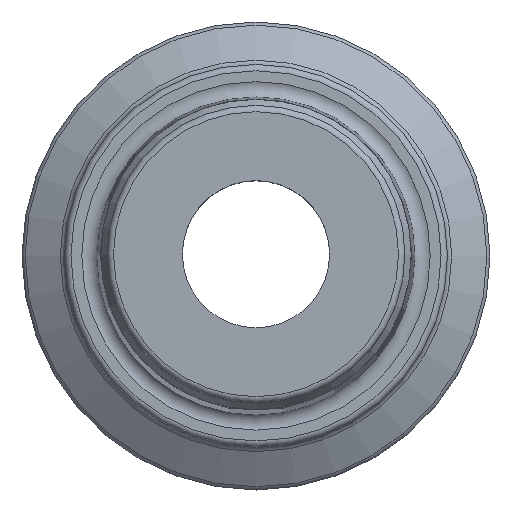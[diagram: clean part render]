
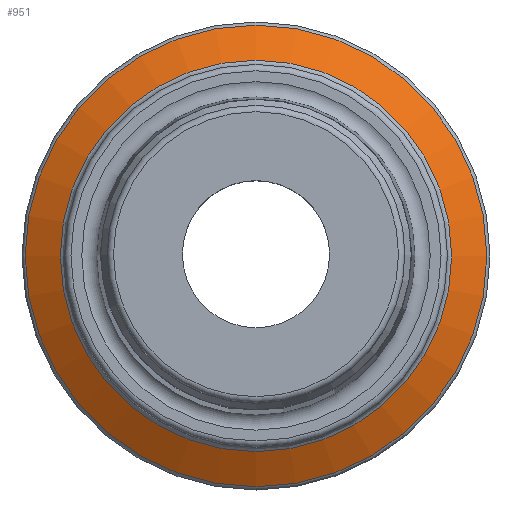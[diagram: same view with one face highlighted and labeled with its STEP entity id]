
A CAD part, top view. The second image highlights one B-rep face of the part: STEP entity #951.
In plain terms, the highlighted conical face has half-angle 60 degrees and reference radius 9 mm.
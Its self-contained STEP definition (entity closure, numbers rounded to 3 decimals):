
#32=CONICAL_SURFACE('',#1043,9.,1.047);
#87=CIRCLE('',#1035,10.85);
#88=CIRCLE('',#1037,9.2);
#225=ORIENTED_EDGE('',*,*,#310,.T.);
#226=ORIENTED_EDGE('',*,*,#311,.T.);
#310=EDGE_CURVE('',#371,#371,#87,.T.);
#311=EDGE_CURVE('',#372,#372,#88,.T.);
#371=VERTEX_POINT('',#1417);
#372=VERTEX_POINT('',#1420);
#504=EDGE_LOOP('',(#225));
#505=EDGE_LOOP('',(#226));
#576=FACE_BOUND('',#504,.T.);
#577=FACE_BOUND('',#505,.T.);
#951=ADVANCED_FACE('',(#576,#577),#32,.T.);
#1035=AXIS2_PLACEMENT_3D('',#1416,#1228,#1229);
#1037=AXIS2_PLACEMENT_3D('',#1419,#1232,#1233);
#1043=AXIS2_PLACEMENT_3D('',#1428,#1244,#1245);
#1228=DIRECTION('',(0.,0.,1.));
#1229=DIRECTION('',(1.,0.,0.));
#1232=DIRECTION('',(0.,0.,-1.));
#1233=DIRECTION('',(-1.,0.,0.));
#1244=DIRECTION('',(0.,0.,-1.));
#1245=DIRECTION('',(-1.,0.,0.));
#1416=CARTESIAN_POINT('',(0.,0.,1.932));
#1417=CARTESIAN_POINT('',(10.85,0.,1.932));
#1419=CARTESIAN_POINT('',(0.,0.,2.885));
#1420=CARTESIAN_POINT('',(-9.2,0.,2.885));
#1428=CARTESIAN_POINT('',(0.,0.,3.));
